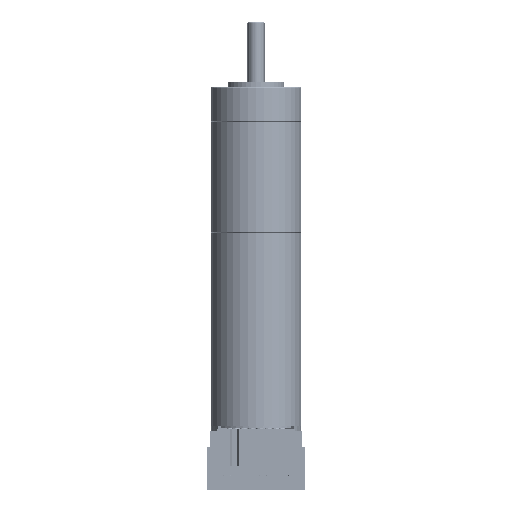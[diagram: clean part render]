
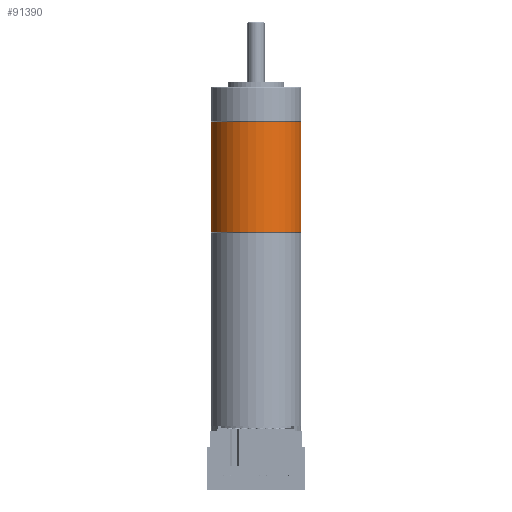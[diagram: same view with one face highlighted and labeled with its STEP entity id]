
A CAD part, left-side view. The second image highlights one B-rep face of the part: STEP entity #91390.
In plain terms, the highlighted cylindrical face has radius 8 mm (diameter 16 mm), a partial arc.
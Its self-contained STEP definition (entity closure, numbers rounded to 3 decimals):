
#81384=CARTESIAN_POINT('',(0.,0.,9.55));
#81385=DIRECTION('',(0.,0.,1.));
#81386=DIRECTION('',(-1.,0.,0.));
#81387=AXIS2_PLACEMENT_3D('',#81384,#81385,#81386);
#81389=DIRECTION('',(0.,0.,-1.));
#81390=VECTOR('',#81389,19.4);
#81391=CARTESIAN_POINT('',(8.,0.,
9.55));
#81392=LINE('',#81391,#81390);
#81393=CARTESIAN_POINT('',(0.,0.,-9.85));
#81394=DIRECTION('',(0.,0.,-1.));
#81395=DIRECTION('',(1.,0.,0.));
#81396=AXIS2_PLACEMENT_3D('',#81393,#81394,#81395);
#81398=DIRECTION('',(0.,0.,1.));
#81399=VECTOR('',#81398,19.4);
#81400=CARTESIAN_POINT('',(-8.,0.,
-9.85));
#81401=LINE('',#81400,#81399);
#90209=CARTESIAN_POINT('',(-8.,0.,9.55));
#90210=CARTESIAN_POINT('',(8.,0.,9.55));
#90211=VERTEX_POINT('',#90209);
#90212=VERTEX_POINT('',#90210);
#90225=CARTESIAN_POINT('',(8.,0.,-9.85));
#90226=CARTESIAN_POINT('',(-8.,0.,-9.85));
#90227=VERTEX_POINT('',#90225);
#90228=VERTEX_POINT('',#90226);
#91378=CARTESIAN_POINT('',(0.,0.,-7.45));
#91379=DIRECTION('',(0.,0.,-1.));
#91380=DIRECTION('',(-1.,0.,0.));
#91381=AXIS2_PLACEMENT_3D('',#91378,#91379,#91380);
#91382=CYLINDRICAL_SURFACE('',#91381,8.);
#91383=ORIENTED_EDGE('',*,*,#91343,.T.);
#91384=ORIENTED_EDGE('',*,*,#91373,.T.);
#91386=ORIENTED_EDGE('',*,*,#91385,.T.);
#91387=ORIENTED_EDGE('',*,*,#91369,.T.);
#91388=EDGE_LOOP('',(#91383,#91384,#91386,#91387));
#91389=FACE_OUTER_BOUND('',#91388,.F.);
#91390=ADVANCED_FACE('',(#91389),#91382,.T.);
#81388=CIRCLE('',#81387,8.);
#81397=CIRCLE('',#81396,8.);
#91343=EDGE_CURVE('',#90211,#90212,#81388,.T.);
#91369=EDGE_CURVE('',#90228,#90211,#81401,.T.);
#91373=EDGE_CURVE('',#90212,#90227,#81392,.T.);
#91385=EDGE_CURVE('',#90227,#90228,#81397,.T.);
